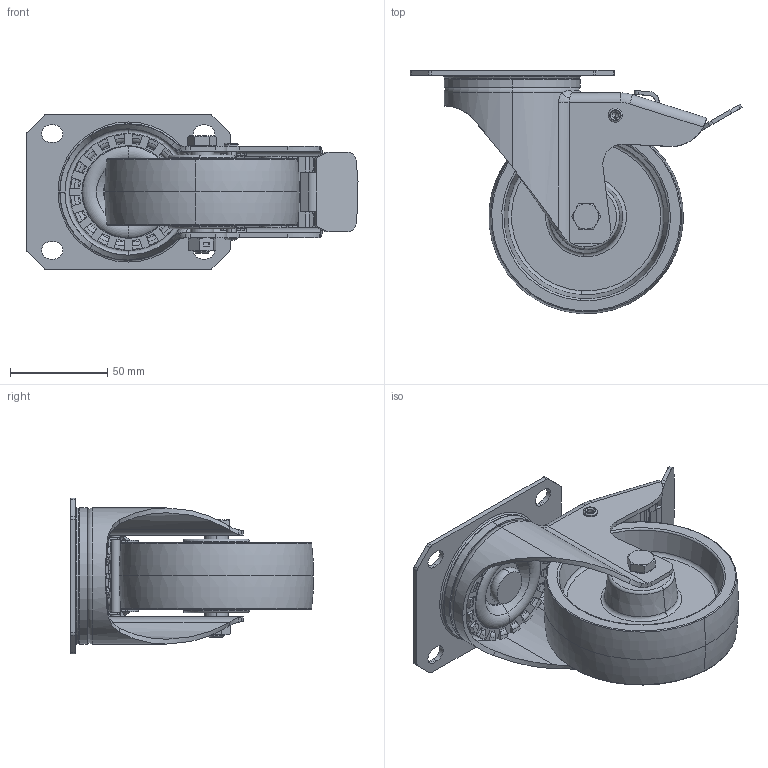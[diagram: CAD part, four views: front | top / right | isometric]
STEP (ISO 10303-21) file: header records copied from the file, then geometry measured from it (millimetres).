
FILE_DESCRIPTION (( 'STEP AP214' ), '1' );
FILE_NAME ('0055955.step', '2023-06-30T07:09:01', ( '' ), ( '' ), 'SwSTEP 2.0', 'SolidWorks 2020', '' );
FILE_SCHEMA (( 'AUTOMOTIVE_DESIGN' ));
Length unit declared in the file: millimetre
Products named in the file (1): 0055955
Bounding box: 170.63 x 124.89 x 80 mm (x, y, z)
Volume: 229850.9 mm3; surface area: 120459.2 mm2
Topology: 11 solids, 11 shells, 998 faces, 2481 edges, 1525 vertices
Faces by surface type: plane 346, cylinder 251, torus 197, cone 118, bspline 84, sphere 2
Entity records: 49946 total; most frequent: CARTESIAN_POINT 16063, ORIENTED_EDGE 4956, DIRECTION 4507, EDGE_CURVE 2478, AXIS2_PLACEMENT_3D 1793, VERTEX_POINT 1525, EDGE_LOOP 1061, UNCERTAINTY_MEASURE_WITH_UNIT 1011
